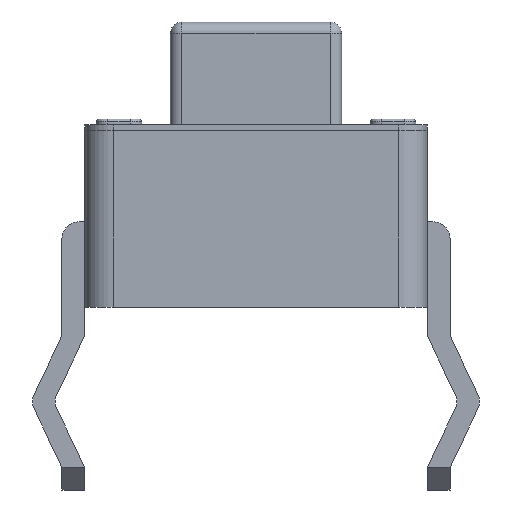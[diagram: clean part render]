
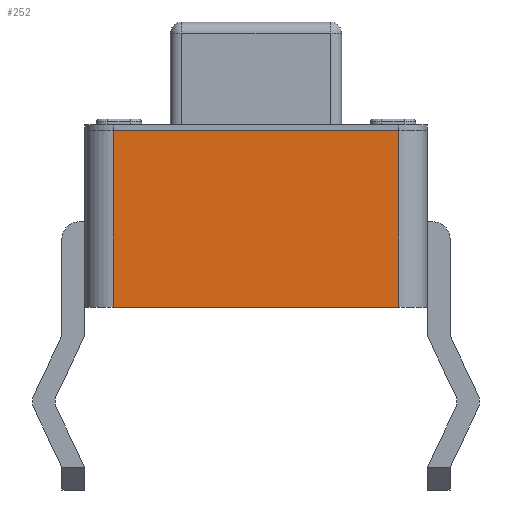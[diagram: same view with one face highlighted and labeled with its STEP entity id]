
A CAD part, left-side view. The second image highlights one B-rep face of the part: STEP entity #252.
In plain terms, the highlighted planar face has unit normal (-1, 0, 0).
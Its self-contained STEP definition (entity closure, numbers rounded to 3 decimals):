
#124 = VERTEX_POINT('',#125);
#125 = CARTESIAN_POINT('',(0.,0.5,0.));
#132 = EDGE_CURVE('',#124,#133,#135,.T.);
#133 = VERTEX_POINT('',#134);
#134 = CARTESIAN_POINT('',(0.,5.5,0.));
#135 = LINE('',#136,#137);
#136 = CARTESIAN_POINT('',(0.,0.,0.));
#137 = VECTOR('',#138,1.);
#138 = DIRECTION('',(0.,1.,0.));
#156 = EDGE_CURVE('',#133,#157,#159,.T.);
#157 = VERTEX_POINT('',#158);
#158 = CARTESIAN_POINT('',(0.,5.5,3.1));
#159 = LINE('',#160,#161);
#160 = CARTESIAN_POINT('',(0.,5.5,0.));
#161 = VECTOR('',#162,1.);
#162 = DIRECTION('',(0.,0.,1.));
#233 = VERTEX_POINT('',#234);
#234 = CARTESIAN_POINT('',(0.,0.5,3.1));
#241 = EDGE_CURVE('',#233,#157,#242,.T.);
#242 = LINE('',#243,#244);
#243 = CARTESIAN_POINT('',(0.,0.,3.1));
#244 = VECTOR('',#245,1.);
#245 = DIRECTION('',(0.,1.,0.));
#252 = ADVANCED_FACE('',(#253),#264,.T.);
#253 = FACE_BOUND('',#254,.T.);
#254 = EDGE_LOOP('',(#255,#256,#262,#263));
#255 = ORIENTED_EDGE('',*,*,#132,.F.);
#256 = ORIENTED_EDGE('',*,*,#257,.T.);
#257 = EDGE_CURVE('',#124,#233,#258,.T.);
#258 = LINE('',#259,#260);
#259 = CARTESIAN_POINT('',(0.,0.5,0.));
#260 = VECTOR('',#261,1.);
#261 = DIRECTION('',(0.,0.,1.));
#262 = ORIENTED_EDGE('',*,*,#241,.T.);
#263 = ORIENTED_EDGE('',*,*,#156,.F.);
#264 = PLANE('',#265);
#265 = AXIS2_PLACEMENT_3D('',#266,#267,#268);
#266 = CARTESIAN_POINT('',(0.,0.,0.));
#267 = DIRECTION('',(-1.,0.,0.));
#268 = DIRECTION('',(0.,1.,0.));
